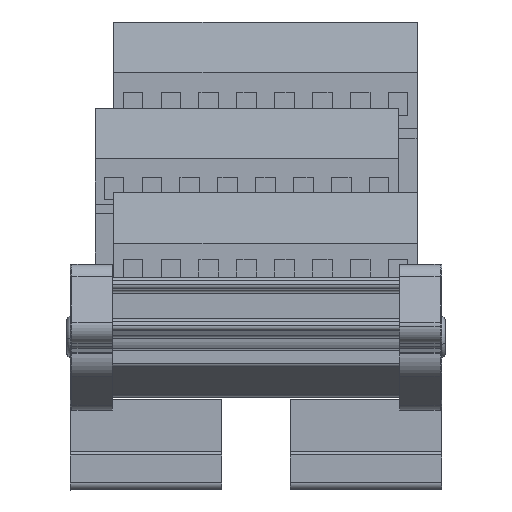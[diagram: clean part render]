
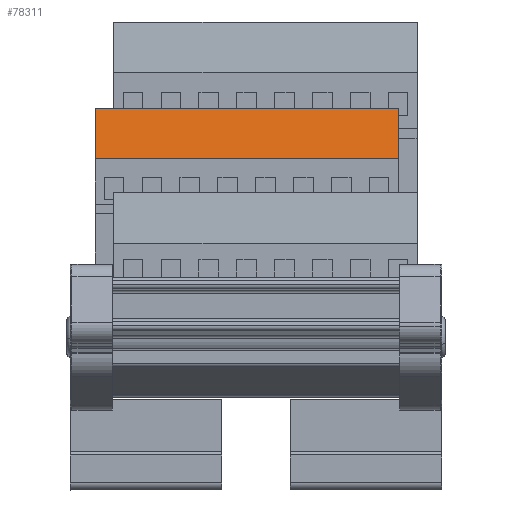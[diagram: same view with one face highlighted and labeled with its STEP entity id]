
A CAD part, top view. The second image highlights one B-rep face of the part: STEP entity #78311.
In plain terms, the highlighted planar face has unit normal (0, 0.184, 0.983).
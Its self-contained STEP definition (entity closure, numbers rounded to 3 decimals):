
#3785 = ORIENTED_EDGE ( 'NONE', *, *, #46824, .F. ) ;
#4250 = ORIENTED_EDGE ( 'NONE', *, *, #67697, .T. ) ;
#7009 = EDGE_CURVE ( 'NONE', #64669, #33512, #77734, .T. ) ;
#7716 = EDGE_LOOP ( 'NONE', ( #94322, #94978, #4250, #3785 ) ) ;
#8217 = CARTESIAN_POINT ( 'NONE',  ( 45.044, 26.724, -21.591 ) ) ;
#12116 = CARTESIAN_POINT ( 'NONE',  ( 2.544, 20.064, -20.344 ) ) ;
#14755 = VECTOR ( 'NONE', #92847, 1000. ) ;
#15681 = DIRECTION ( 'NONE',  ( 0., -0.983, 0.184 ) ) ;
#17094 = LINE ( 'NONE', #33948, #14755 ) ;
#21203 = VECTOR ( 'NONE', #83338, 1000. ) ;
#23182 = CARTESIAN_POINT ( 'NONE',  ( 2.544, 26.724, -21.591 ) ) ;
#23521 = DIRECTION ( 'NONE',  ( -1., 0., 0. ) ) ;
#23866 = VECTOR ( 'NONE', #23521, 1000. ) ;
#32144 = CARTESIAN_POINT ( 'NONE',  ( 42.544, -0.076, -16.572 ) ) ;
#33512 = VERTEX_POINT ( 'NONE', #82283 ) ;
#33948 = CARTESIAN_POINT ( 'NONE',  ( 45.044, 20.064, -20.344 ) ) ;
#35310 = AXIS2_PLACEMENT_3D ( 'NONE', #8217, #60052, #15681 ) ;
#41356 = VERTEX_POINT ( 'NONE', #23182 ) ;
#46824 = EDGE_CURVE ( 'NONE', #64669, #91238, #17094, .T. ) ;
#60052 = DIRECTION ( 'NONE',  ( 0., 0.184, 0.983 ) ) ;
#64669 = VERTEX_POINT ( 'NONE', #92817 ) ;
#65000 = EDGE_CURVE ( 'NONE', #33512, #41356, #80332, .T. ) ;
#67676 = CARTESIAN_POINT ( 'NONE',  ( 45.044, 26.724, -21.591 ) ) ;
#67697 = EDGE_CURVE ( 'NONE', #41356, #91238, #73388, .T. ) ;
#73388 = LINE ( 'NONE', #85086, #90617 ) ;
#77734 = LINE ( 'NONE', #32144, #21203 ) ;
#78311 = ADVANCED_FACE ( 'NONE', ( #93003 ), #88610, .T. ) ;
#80332 = LINE ( 'NONE', #67676, #23866 ) ;
#82283 = CARTESIAN_POINT ( 'NONE',  ( 42.544, 26.724, -21.591 ) ) ;
#83338 = DIRECTION ( 'NONE',  ( 0., 0.983, -0.184 ) ) ;
#85086 = CARTESIAN_POINT ( 'NONE',  ( 2.544, 26.724, -21.591 ) ) ;
#88610 = PLANE ( 'NONE',  #35310 ) ;
#90617 = VECTOR ( 'NONE', #92481, 1000. ) ;
#91238 = VERTEX_POINT ( 'NONE', #12116 ) ;
#92481 = DIRECTION ( 'NONE',  ( 0., -0.983, 0.184 ) ) ;
#92817 = CARTESIAN_POINT ( 'NONE',  ( 42.544, 20.064, -20.344 ) ) ;
#92847 = DIRECTION ( 'NONE',  ( -1., 0., 0. ) ) ;
#93003 = FACE_OUTER_BOUND ( 'NONE', #7716, .T. ) ;
#94322 = ORIENTED_EDGE ( 'NONE', *, *, #7009, .T. ) ;
#94978 = ORIENTED_EDGE ( 'NONE', *, *, #65000, .T. ) ;
